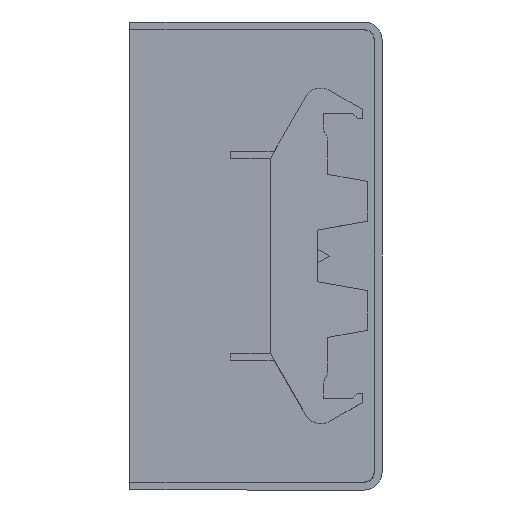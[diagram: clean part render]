
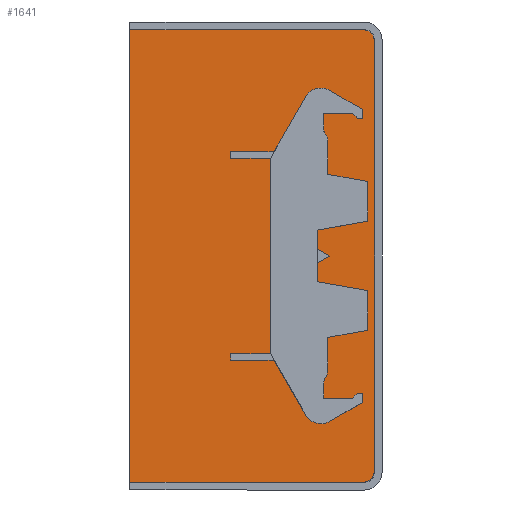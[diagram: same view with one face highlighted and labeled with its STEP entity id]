
A CAD part, top view. The second image highlights one B-rep face of the part: STEP entity #1641.
In plain terms, the highlighted planar face has unit normal (0, 0, 1).
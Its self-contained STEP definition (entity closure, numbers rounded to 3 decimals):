
#60 = AXIS2_PLACEMENT_3D ( 'NONE', #2977, #522, #4027 ) ;
#80 = CARTESIAN_POINT ( 'NONE',  ( 70.378, -62.3, 0. ) ) ;
#103 = CARTESIAN_POINT ( 'NONE',  ( 67.5, 62.3, 0. ) ) ;
#142 = CARTESIAN_POINT ( 'NONE',  ( 70.378, 62.3, 0. ) ) ;
#215 = DIRECTION ( 'NONE',  ( 0., 0., -1. ) ) ;
#250 = EDGE_CURVE ( 'NONE', #3914, #3199, #940, .T. ) ;
#268 = CARTESIAN_POINT ( 'NONE',  ( 67.5, -65.178, 0. ) ) ;
#337 = ORIENTED_EDGE ( 'NONE', *, *, #422, .F. ) ;
#407 = CARTESIAN_POINT ( 'NONE',  ( 0., 65.3, 0. ) ) ;
#420 = AXIS2_PLACEMENT_3D ( 'NONE', #2115, #215, #2451 ) ;
#422 = EDGE_CURVE ( 'NONE', #736, #1989, #3180, .T. ) ;
#522 = DIRECTION ( 'NONE',  ( 0., 0., -1. ) ) ;
#530 = VERTEX_POINT ( 'NONE', #2157 ) ;
#736 = VERTEX_POINT ( 'NONE', #268 ) ;
#740 = DIRECTION ( 'NONE',  ( 0., 1., 0. ) ) ;
#770 = DIRECTION ( 'NONE',  ( 1., 0., 0. ) ) ;
#775 = VECTOR ( 'NONE', #2824, 1000. ) ;
#877 = ORIENTED_EDGE ( 'NONE', *, *, #3453, .F. ) ;
#901 = CARTESIAN_POINT ( 'NONE',  ( 67.5, 65.178, 0. ) ) ;
#940 = CIRCLE ( 'NONE', #3392, 2.878 ) ;
#1049 = EDGE_CURVE ( 'NONE', #3199, #1449, #2012, .T. ) ;
#1369 = EDGE_CURVE ( 'NONE', #530, #3914, #3758, .T. ) ;
#1383 = VECTOR ( 'NONE', #770, 1000. ) ;
#1449 = VERTEX_POINT ( 'NONE', #80 ) ;
#1455 = PLANE ( 'NONE',  #60 ) ;
#1495 = ORIENTED_EDGE ( 'NONE', *, *, #1369, .F. ) ;
#1518 = DIRECTION ( 'NONE',  ( 1., 0., 0. ) ) ;
#1546 = ORIENTED_EDGE ( 'NONE', *, *, #250, .F. ) ;
#1561 = LINE ( 'NONE', #407, #3117 ) ;
#1635 = CARTESIAN_POINT ( 'NONE',  ( 0., -65.178, 0. ) ) ;
#1641 = ADVANCED_FACE ( 'NONE', ( #2849 ), #1455, .F. ) ;
#1989 = VERTEX_POINT ( 'NONE', #1635 ) ;
#2012 = LINE ( 'NONE', #3216, #3658 ) ;
#2115 = CARTESIAN_POINT ( 'NONE',  ( 67.5, -62.3, 0. ) ) ;
#2157 = CARTESIAN_POINT ( 'NONE',  ( 0., 65.178, 0. ) ) ;
#2275 = EDGE_LOOP ( 'NONE', ( #3921, #2956, #1546, #1495, #877, #337 ) ) ;
#2451 = DIRECTION ( 'NONE',  ( 1., 0., 0. ) ) ;
#2614 = CARTESIAN_POINT ( 'NONE',  ( 67.5, 65.178, 0. ) ) ;
#2656 = CIRCLE ( 'NONE', #420, 2.878 ) ;
#2792 = EDGE_CURVE ( 'NONE', #1449, #736, #2656, .T. ) ;
#2824 = DIRECTION ( 'NONE',  ( -1., 0., 0. ) ) ;
#2849 = FACE_OUTER_BOUND ( 'NONE', #2275, .T. ) ;
#2855 = CARTESIAN_POINT ( 'NONE',  ( 67.5, -65.178, 0. ) ) ;
#2956 = ORIENTED_EDGE ( 'NONE', *, *, #1049, .F. ) ;
#2977 = CARTESIAN_POINT ( 'NONE',  ( 67.5, 62.3, 0. ) ) ;
#3117 = VECTOR ( 'NONE', #740, 1000. ) ;
#3180 = LINE ( 'NONE', #2855, #775 ) ;
#3199 = VERTEX_POINT ( 'NONE', #142 ) ;
#3216 = CARTESIAN_POINT ( 'NONE',  ( 70.378, 62.3, 0. ) ) ;
#3355 = DIRECTION ( 'NONE',  ( 0., -1., 0. ) ) ;
#3392 = AXIS2_PLACEMENT_3D ( 'NONE', #103, #4085, #1518 ) ;
#3453 = EDGE_CURVE ( 'NONE', #1989, #530, #1561, .T. ) ;
#3658 = VECTOR ( 'NONE', #3355, 1000. ) ;
#3758 = LINE ( 'NONE', #901, #1383 ) ;
#3914 = VERTEX_POINT ( 'NONE', #2614 ) ;
#3921 = ORIENTED_EDGE ( 'NONE', *, *, #2792, .F. ) ;
#4027 = DIRECTION ( 'NONE',  ( -1., 0., 0. ) ) ;
#4085 = DIRECTION ( 'NONE',  ( 0., 0., -1. ) ) ;
